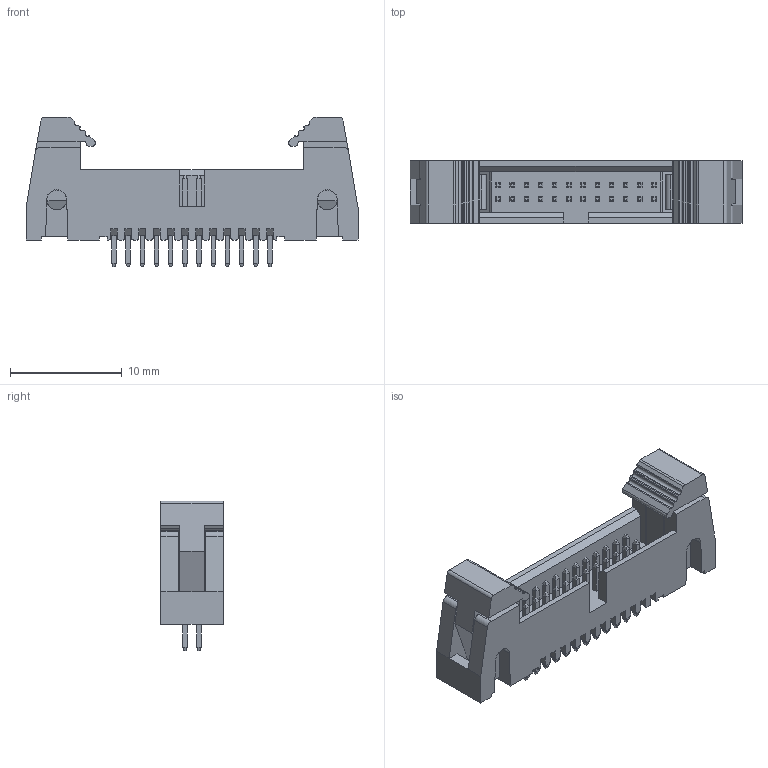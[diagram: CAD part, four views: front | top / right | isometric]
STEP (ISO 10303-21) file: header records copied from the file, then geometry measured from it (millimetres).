
FILE_DESCRIPTION( ('This file contains a STEP AP42 implementation' ,'as created by ZW3D STEP Interface translator.') ,'2;1' );
FILE_NAME( '3230-XXSXXBSX1.stp' ,'231123.162042', (''), ('ZWCAD Software Co.'), 'Version 1.0', 'ZW3D to STEP translator', '' );
FILE_SCHEMA(('AUTOMOTIVE_DESIGN { 1 0 10303 214 1 1 1 1 }'));
Length unit declared in the file: millimetre
Products named in the file (2): 0; 3230-24SG0BST1
Bounding box: 29.74 x 5.6 x 13.4 mm (x, y, z)
Volume: 877.9 mm3; surface area: 1818.8 mm2
Topology: 3 solids, 3 shells, 777 faces, 1933 edges, 1210 vertices
Faces by surface type: plane 703, cylinder 74
Full cylindrical faces by diameter (mm): 1.75 x4
Entity records: 23262 total; most frequent: CARTESIAN_POINT 3961, ORIENTED_EDGE 3866, DIRECTION 3629, EDGE_CURVE 1933, VECTOR 1769, LINE 1769, VERTEX_POINT 1210, AXIS2_PLACEMENT_3D 930
